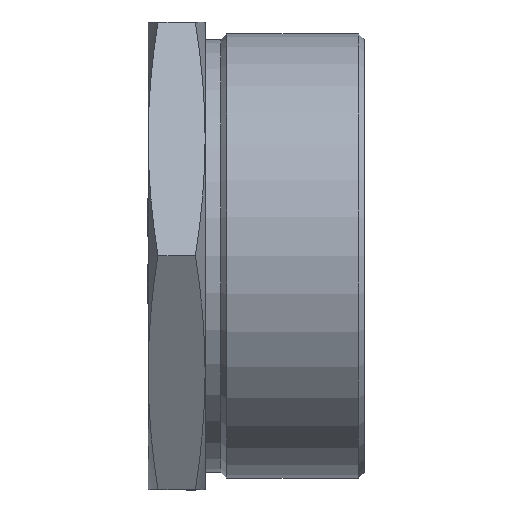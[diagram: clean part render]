
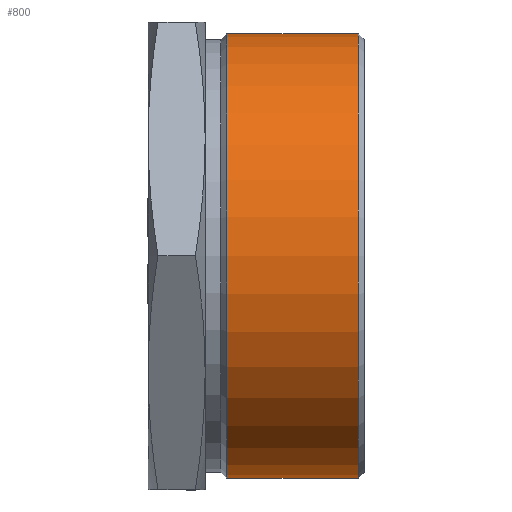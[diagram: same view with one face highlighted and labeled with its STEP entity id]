
A CAD part, top view. The second image highlights one B-rep face of the part: STEP entity #800.
In plain terms, the highlighted cylindrical face has radius 56.515 mm (diameter 113.03 mm), a partial arc.
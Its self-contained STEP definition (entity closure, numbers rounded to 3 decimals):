
#258 = DIRECTION ( 'NONE',  ( 0., -1., 0. ) ) ;
#287 = EDGE_CURVE ( 'NONE', #4984, #11124, #1319, .T. ) ;
#412 = LINE ( 'NONE', #11322, #5972 ) ;
#682 = DIRECTION ( 'NONE',  ( 1., 0., 0. ) ) ;
#800 = ADVANCED_FACE ( 'NONE', ( #3275 ), #2960, .T. ) ;
#806 = CARTESIAN_POINT ( 'NONE',  ( 14.5, -56.515, 0. ) ) ;
#1066 = VERTEX_POINT ( 'NONE', #12949 ) ;
#1319 = CIRCLE ( 'NONE', #5221, 56.515 ) ;
#1602 = VECTOR ( 'NONE', #1777, 1000. ) ;
#1660 = CIRCLE ( 'NONE', #11327, 56.515 ) ;
#1777 = DIRECTION ( 'NONE',  ( 1., 0., 0. ) ) ;
#2202 = ORIENTED_EDGE ( 'NONE', *, *, #10503, .F. ) ;
#2404 = CARTESIAN_POINT ( 'NONE',  ( 53.485, 0., 0. ) ) ;
#2701 = CARTESIAN_POINT ( 'NONE',  ( 14.5, 0., 0. ) ) ;
#2960 = CYLINDRICAL_SURFACE ( 'NONE', #9232, 56.515 ) ;
#3275 = FACE_OUTER_BOUND ( 'NONE', #13374, .T. ) ;
#4202 = ORIENTED_EDGE ( 'NONE', *, *, #287, .F. ) ;
#4850 = DIRECTION ( 'NONE',  ( 1., 0., 0. ) ) ;
#4984 = VERTEX_POINT ( 'NONE', #12463 ) ;
#5102 = CARTESIAN_POINT ( 'NONE',  ( 20.015, 0., 0. ) ) ;
#5201 = VERTEX_POINT ( 'NONE', #11558 ) ;
#5221 = AXIS2_PLACEMENT_3D ( 'NONE', #2404, #12808, #258 ) ;
#5972 = VECTOR ( 'NONE', #682, 1000. ) ;
#6791 = ORIENTED_EDGE ( 'NONE', *, *, #13101, .F. ) ;
#7891 = EDGE_CURVE ( 'NONE', #5201, #11124, #9800, .T. ) ;
#9232 = AXIS2_PLACEMENT_3D ( 'NONE', #2701, #4850, #13209 ) ;
#9800 = LINE ( 'NONE', #806, #1602 ) ;
#10177 = CARTESIAN_POINT ( 'NONE',  ( 53.485, -56.515, 0. ) ) ;
#10408 = DIRECTION ( 'NONE',  ( -1., 0., 0. ) ) ;
#10503 = EDGE_CURVE ( 'NONE', #5201, #1066, #1660, .T. ) ;
#11124 = VERTEX_POINT ( 'NONE', #10177 ) ;
#11322 = CARTESIAN_POINT ( 'NONE',  ( 14.5, 56.515, 0. ) ) ;
#11327 = AXIS2_PLACEMENT_3D ( 'NONE', #5102, #10408, #12471 ) ;
#11558 = CARTESIAN_POINT ( 'NONE',  ( 20.015, -56.515, 0. ) ) ;
#11958 = ORIENTED_EDGE ( 'NONE', *, *, #7891, .T. ) ;
#12463 = CARTESIAN_POINT ( 'NONE',  ( 53.485, 56.515, 0. ) ) ;
#12471 = DIRECTION ( 'NONE',  ( 0., -1., 0. ) ) ;
#12808 = DIRECTION ( 'NONE',  ( 1., 0., 0. ) ) ;
#12949 = CARTESIAN_POINT ( 'NONE',  ( 20.015, 56.515, 0. ) ) ;
#13101 = EDGE_CURVE ( 'NONE', #1066, #4984, #412, .T. ) ;
#13209 = DIRECTION ( 'NONE',  ( 0., -1., 0. ) ) ;
#13374 = EDGE_LOOP ( 'NONE', ( #6791, #2202, #11958, #4202 ) ) ;
